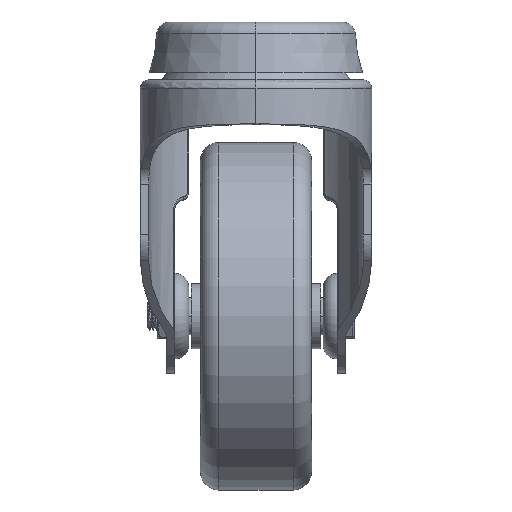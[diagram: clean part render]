
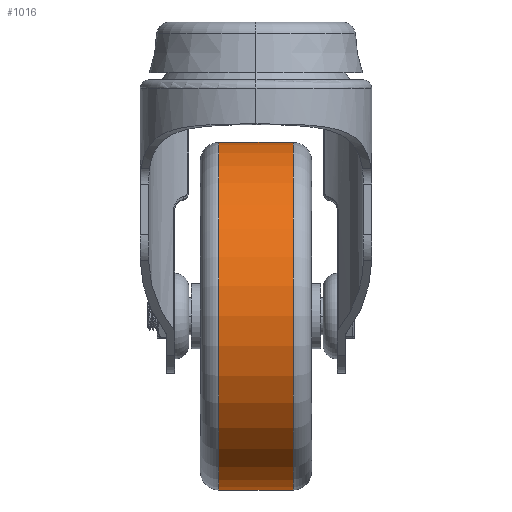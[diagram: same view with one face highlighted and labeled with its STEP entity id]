
A CAD part, left-side view. The second image highlights one B-rep face of the part: STEP entity #1016.
In plain terms, the highlighted cylindrical face has radius 37.5 mm (diameter 75 mm), a partial arc.
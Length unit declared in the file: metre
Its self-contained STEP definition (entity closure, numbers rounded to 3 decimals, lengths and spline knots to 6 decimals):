
#1016=ADVANCED_FACE('',(#1618),#1619,.T.);
#1618=FACE_OUTER_BOUND('',#5422,.T.);
#1619=CYLINDRICAL_SURFACE('',#5423,0.0375);
#5422=EDGE_LOOP('',(#14296,#14297,#14298,#14299));
#5423=AXIS2_PLACEMENT_3D('',#14300,#14301,#14302);
#14296=ORIENTED_EDGE('',*,*,#16410,.F.);
#14297=ORIENTED_EDGE('',*,*,#16411,.T.);
#14298=ORIENTED_EDGE('',*,*,#16412,.F.);
#14299=ORIENTED_EDGE('',*,*,#16413,.F.);
#14300=CARTESIAN_POINT('',(0.0,0.,0.0));
#14301=DIRECTION('',(0.0,-1.0,0.0));
#14302=DIRECTION('',(0.0,0.0,1.0));
#16410=EDGE_CURVE('',#17582,#17577,#17583,.T.);
#16411=EDGE_CURVE('',#17582,#17584,#17585,.T.);
#16412=EDGE_CURVE('',#17574,#17584,#17586,.T.);
#16413=EDGE_CURVE('',#17577,#17574,#17587,.T.);
#17574=VERTEX_POINT('',#20021);
#17577=VERTEX_POINT('',#20024);
#17582=VERTEX_POINT('',#20029);
#17583=LINE('',#20030,#20031);
#17584=VERTEX_POINT('',#20032);
#17585=CIRCLE('',#20033,0.0375);
#17586=LINE('',#20034,#20035);
#17587=CIRCLE('',#20036,0.0375);
#20021=CARTESIAN_POINT('',(0.,-0.008,-0.0375));
#20024=CARTESIAN_POINT('',(0.0,-0.008,0.0375));
#20029=CARTESIAN_POINT('',(0.0,0.008,0.0375));
#20030=CARTESIAN_POINT('',(0.,0.,0.0375));
#20031=VECTOR('',#30854,1.0);
#20032=CARTESIAN_POINT('',(0.,0.008,-0.0375));
#20033=AXIS2_PLACEMENT_3D('',#30855,#30856,#30857);
#20034=CARTESIAN_POINT('',(0.,0.,-0.0375));
#20035=VECTOR('',#30858,1.0);
#20036=AXIS2_PLACEMENT_3D('',#30859,#30860,#30861);
#30854=DIRECTION('',(0.0,-1.0,0.0));
#30855=CARTESIAN_POINT('',(0.0,0.008,0.0));
#30856=DIRECTION('',(0.0,-1.0,0.0));
#30857=DIRECTION('',(0.0,0.0,1.0));
#30858=DIRECTION('',(-0.0,1.0,-0.0));
#30859=CARTESIAN_POINT('',(0.0,-0.008,0.0));
#30860=DIRECTION('',(0.0,-1.0,0.0));
#30861=DIRECTION('',(0.0,0.0,1.0));
